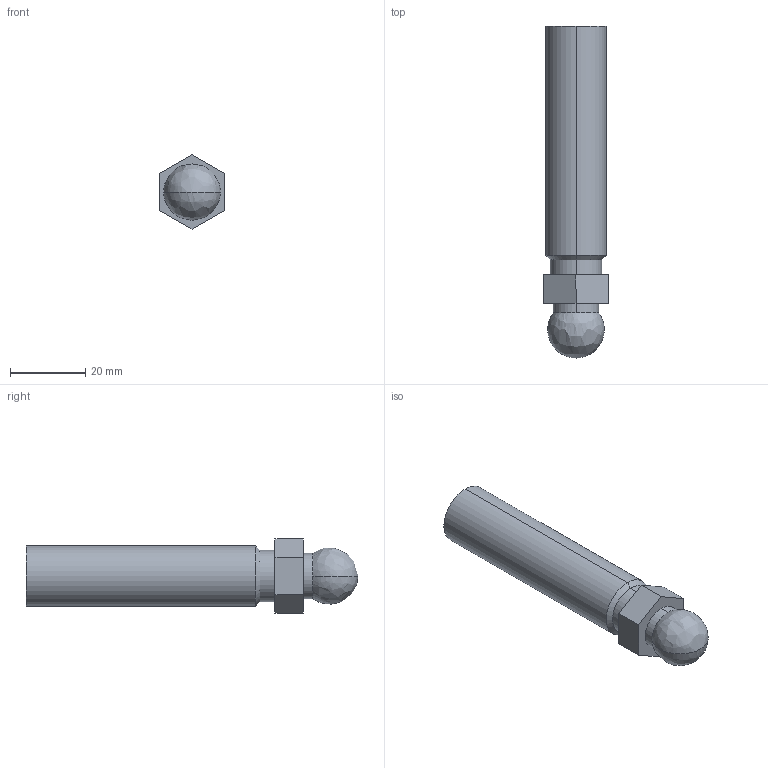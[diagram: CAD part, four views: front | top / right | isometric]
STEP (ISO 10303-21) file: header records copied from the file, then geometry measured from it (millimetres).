
FILE_DESCRIPTION (( 'STEP AP214' ), '1' );
FILE_NAME ('7410420', '2019-02-01T14:32:22', ( '' ), ('JUGARD+KÜNSTNER GmbH'), 'SwSTEP 2.0', 'SolidWorks 2017', '' );
FILE_SCHEMA (( 'AUTOMOTIVE_DESIGN' ));
Length unit declared in the file: millimetre
Products named in the file (1): 7410420_CNAJF00
Bounding box: 17 x 88 x 19.63 mm (x, y, z)
Volume: 16756.4 mm3; surface area: 4850.9 mm2
Topology: 1 solids, 1 shells, 19 faces, 47 edges, 28 vertices
Faces by surface type: plane 9, cylinder 6, bspline 2, cone 2
Entity records: 606 total; most frequent: CARTESIAN_POINT 133, DIRECTION 96, ORIENTED_EDGE 86, EDGE_CURVE 43, AXIS2_PLACEMENT_3D 35, VERTEX_POINT 28, LINE 26, VECTOR 26
